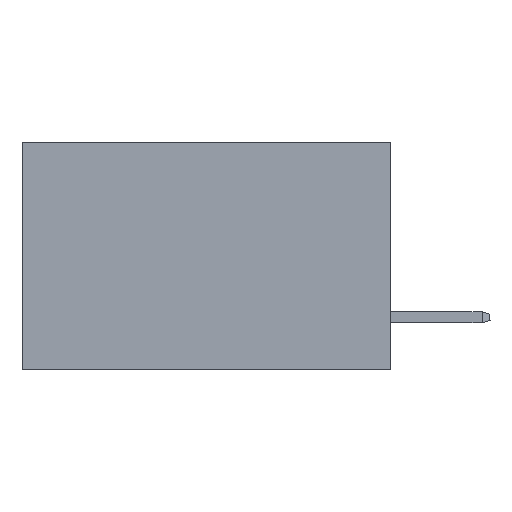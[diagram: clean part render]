
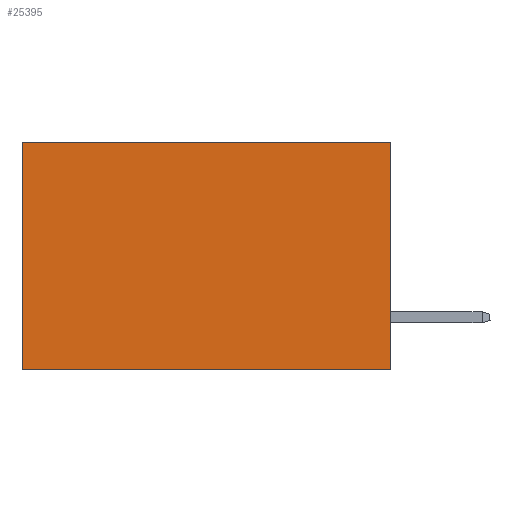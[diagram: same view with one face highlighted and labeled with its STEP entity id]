
A CAD part, left-side view. The second image highlights one B-rep face of the part: STEP entity #25395.
In plain terms, the highlighted planar face has unit normal (-1, 0, 0).
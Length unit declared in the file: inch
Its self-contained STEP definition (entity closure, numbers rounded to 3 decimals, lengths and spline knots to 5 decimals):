
#368 = VECTOR ( 'NONE', #42930, 39.37008 ) ;
#430 = CARTESIAN_POINT ( 'NONE',  ( 0.2875, 0., 0. ) ) ;
#2401 = CARTESIAN_POINT ( 'NONE',  ( 0.2875, 0.6, 0. ) ) ;
#4447 = CARTESIAN_POINT ( 'NONE',  ( 0.2875, 0., 0. ) ) ;
#4492 = VERTEX_POINT ( 'NONE', #22006 ) ;
#5855 = AXIS2_PLACEMENT_3D ( 'NONE', #12739, #44089, #34092 ) ;
#6476 = LINE ( 'NONE', #4447, #368 ) ;
#6810 = VERTEX_POINT ( 'NONE', #2401 ) ;
#7027 = EDGE_CURVE ( 'NONE', #6810, #13241, #43681, .T. ) ;
#10145 = CARTESIAN_POINT ( 'NONE',  ( 0.2875, 0.6, 0. ) ) ;
#11758 = CARTESIAN_POINT ( 'NONE',  ( 0.2875, 0.6, -0.37 ) ) ;
#12739 = CARTESIAN_POINT ( 'NONE',  ( 0.2875, 0., 0. ) ) ;
#13241 = VERTEX_POINT ( 'NONE', #11758 ) ;
#16491 = CARTESIAN_POINT ( 'NONE',  ( 0.2875, 0., -0.37 ) ) ;
#16774 = EDGE_LOOP ( 'NONE', ( #42138, #31191, #17279, #36208 ) ) ;
#17279 = ORIENTED_EDGE ( 'NONE', *, *, #43535, .F. ) ;
#17380 = DIRECTION ( 'NONE',  ( 0., 0., -1. ) ) ;
#20454 = FACE_OUTER_BOUND ( 'NONE', #16774, .T. ) ;
#21542 = VECTOR ( 'NONE', #44309, 39.37008 ) ;
#21561 = EDGE_CURVE ( 'NONE', #4492, #6810, #6476, .T. ) ;
#22006 = CARTESIAN_POINT ( 'NONE',  ( 0.2875, 0., 0. ) ) ;
#24525 = VERTEX_POINT ( 'NONE', #42479 ) ;
#24610 = DIRECTION ( 'NONE',  ( 0., 0., -1. ) ) ;
#24716 = EDGE_CURVE ( 'NONE', #24525, #13241, #40229, .T. ) ;
#25395 = ADVANCED_FACE ( 'NONE', ( #20454 ), #26852, .F. ) ;
#25525 = VECTOR ( 'NONE', #17380, 39.37008 ) ;
#26852 = PLANE ( 'NONE',  #5855 ) ;
#31191 = ORIENTED_EDGE ( 'NONE', *, *, #24716, .F. ) ;
#34092 = DIRECTION ( 'NONE',  ( 0., 0., -1. ) ) ;
#36208 = ORIENTED_EDGE ( 'NONE', *, *, #21561, .T. ) ;
#38702 = VECTOR ( 'NONE', #24610, 39.37008 ) ;
#40229 = LINE ( 'NONE', #16491, #21542 ) ;
#40950 = LINE ( 'NONE', #430, #38702 ) ;
#42138 = ORIENTED_EDGE ( 'NONE', *, *, #7027, .T. ) ;
#42479 = CARTESIAN_POINT ( 'NONE',  ( 0.2875, 0., -0.37 ) ) ;
#42930 = DIRECTION ( 'NONE',  ( 0., 1., 0. ) ) ;
#43535 = EDGE_CURVE ( 'NONE', #4492, #24525, #40950, .T. ) ;
#43681 = LINE ( 'NONE', #10145, #25525 ) ;
#44089 = DIRECTION ( 'NONE',  ( 1., 0., 0. ) ) ;
#44309 = DIRECTION ( 'NONE',  ( 0., 1., 0. ) ) ;
